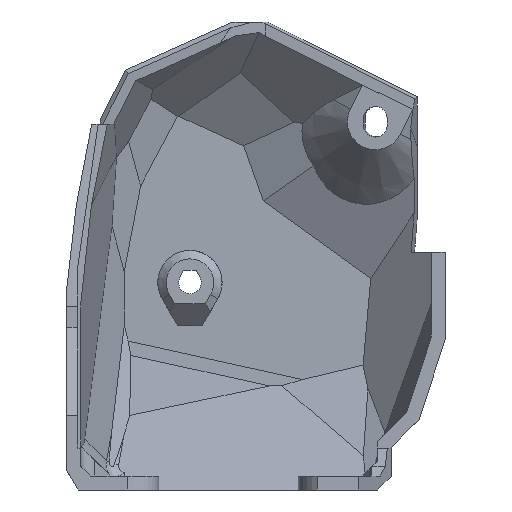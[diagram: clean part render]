
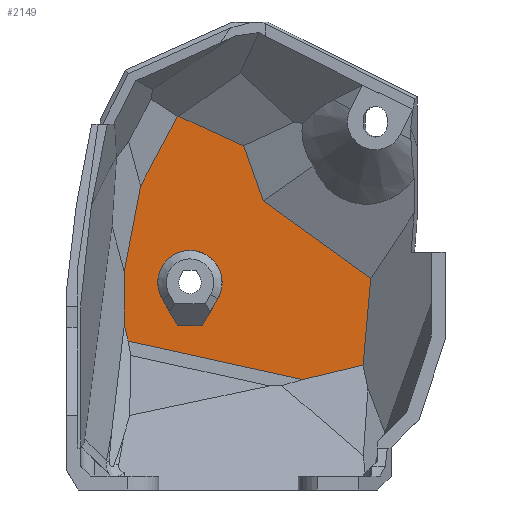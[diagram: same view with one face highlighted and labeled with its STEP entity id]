
A CAD part, left-side view. The second image highlights one B-rep face of the part: STEP entity #2149.
In plain terms, the highlighted planar face has unit normal (-1, 0, 0).
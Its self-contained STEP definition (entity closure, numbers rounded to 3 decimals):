
#61 = VECTOR ( 'NONE', #3738, 1000. ) ;
#62 = VERTEX_POINT ( 'NONE', #561 ) ;
#87 = PLANE ( 'NONE',  #1584 ) ;
#139 = DIRECTION ( 'NONE',  ( 0., 0.259, -0.966 ) ) ;
#244 = VERTEX_POINT ( 'NONE', #5154 ) ;
#267 = VERTEX_POINT ( 'NONE', #2651 ) ;
#290 = ORIENTED_EDGE ( 'NONE', *, *, #396, .T. ) ;
#379 = CARTESIAN_POINT ( 'NONE',  ( 25., -14.414, 26.956 ) ) ;
#395 = VERTEX_POINT ( 'NONE', #821 ) ;
#396 = EDGE_CURVE ( 'NONE', #395, #1964, #1648, .T. ) ;
#454 = DIRECTION ( 'NONE',  ( 0., -0.976, -0.216 ) ) ;
#487 = AXIS2_PLACEMENT_3D ( 'NONE', #2404, #4858, #2778 ) ;
#489 = VECTOR ( 'NONE', #4440, 1000. ) ;
#510 = CARTESIAN_POINT ( 'NONE',  ( 25., -34.265, 15.871 ) ) ;
#525 = LINE ( 'NONE', #4092, #4215 ) ;
#532 = CARTESIAN_POINT ( 'NONE',  ( 25., -15.632, 35.2 ) ) ;
#536 = LINE ( 'NONE', #3769, #3101 ) ;
#546 = ORIENTED_EDGE ( 'NONE', *, *, #579, .T. ) ;
#561 = CARTESIAN_POINT ( 'NONE',  ( 25., -2.443, 41.449 ) ) ;
#571 = VECTOR ( 'NONE', #2956, 1000. ) ;
#579 = EDGE_CURVE ( 'NONE', #244, #395, #1483, .T. ) ;
#585 = ORIENTED_EDGE ( 'NONE', *, *, #1835, .T. ) ;
#587 = DIRECTION ( 'NONE',  ( 0., 0.469, -0.883 ) ) ;
#626 = CARTESIAN_POINT ( 'NONE',  ( 25., -7.768, 21.445 ) ) ;
#630 = DIRECTION ( 'NONE',  ( 0., -0.232, -0.973 ) ) ;
#650 = VECTOR ( 'NONE', #587, 1000. ) ;
#757 = CARTESIAN_POINT ( 'NONE',  ( 25., -11.232, 21.445 ) ) ;
#821 = CARTESIAN_POINT ( 'NONE',  ( 25., -0.658, 19.282 ) ) ;
#932 = LINE ( 'NONE', #2596, #61 ) ;
#975 = CARTESIAN_POINT ( 'NONE',  ( 25., -5.636, 26.609 ) ) ;
#1120 = VERTEX_POINT ( 'NONE', #757 ) ;
#1134 = EDGE_CURVE ( 'NONE', #4874, #3500, #1206, .T. ) ;
#1206 = LINE ( 'NONE', #3146, #3015 ) ;
#1280 = FACE_OUTER_BOUND ( 'NONE', #3925, .T. ) ;
#1356 = DIRECTION ( 'NONE',  ( 0., 0.259, 0.966 ) ) ;
#1441 = ORIENTED_EDGE ( 'NONE', *, *, #3973, .T. ) ;
#1483 = LINE ( 'NONE', #2595, #3261 ) ;
#1584 = AXIS2_PLACEMENT_3D ( 'NONE', #532, #2100, #3794 ) ;
#1648 = LINE ( 'NONE', #3260, #4454 ) ;
#1667 = CARTESIAN_POINT ( 'NONE',  ( 25., -6.373, 23.861 ) ) ;
#1674 = CIRCLE ( 'NONE', #487, 4. ) ;
#1741 = DIRECTION ( 'NONE',  ( 0., -0.087, 0.996 ) ) ;
#1774 = DIRECTION ( 'NONE',  ( 0., 0.187, -0.982 ) ) ;
#1835 = EDGE_CURVE ( 'NONE', #2616, #267, #536, .T. ) ;
#1845 = VECTOR ( 'NONE', #1741, 1000. ) ;
#1861 = EDGE_CURVE ( 'NONE', #3500, #2699, #4628, .T. ) ;
#1964 = VERTEX_POINT ( 'NONE', #3477 ) ;
#2010 = CARTESIAN_POINT ( 'NONE',  ( 25., -23.351, 36.894 ) ) ;
#2091 = CARTESIAN_POINT ( 'NONE',  ( 25., -13.364, 26.609 ) ) ;
#2100 = DIRECTION ( 'NONE',  ( 1., 0., 0. ) ) ;
#2147 = CARTESIAN_POINT ( 'NONE',  ( 25., -3.072, 42.632 ) ) ;
#2149 = ADVANCED_FACE ( 'NONE', ( #4945, #1280 ), #87, .F. ) ;
#2167 = ORIENTED_EDGE ( 'NONE', *, *, #4867, .T. ) ;
#2189 = VECTOR ( 'NONE', #3863, 1000. ) ;
#2210 = EDGE_CURVE ( 'NONE', #2819, #244, #932, .T. ) ;
#2239 = EDGE_CURVE ( 'NONE', #2699, #62, #3762, .T. ) ;
#2240 = LINE ( 'NONE', #4695, #2189 ) ;
#2256 = VERTEX_POINT ( 'NONE', #4253 ) ;
#2404 = CARTESIAN_POINT ( 'NONE',  ( 25., -9.5, 27.645 ) ) ;
#2414 = LINE ( 'NONE', #379, #489 ) ;
#2456 = EDGE_CURVE ( 'NONE', #5042, #2616, #1674, .T. ) ;
#2469 = CARTESIAN_POINT ( 'NONE',  ( 25., -19.972, 39.325 ) ) ;
#2501 = LINE ( 'NONE', #3303, #3965 ) ;
#2519 = VECTOR ( 'NONE', #4388, 1000. ) ;
#2547 = ORIENTED_EDGE ( 'NONE', *, *, #1861, .T. ) ;
#2555 = EDGE_CURVE ( 'NONE', #5208, #5042, #525, .T. ) ;
#2595 = CARTESIAN_POINT ( 'NONE',  ( 25., 1.609, 28.786 ) ) ;
#2596 = CARTESIAN_POINT ( 'NONE',  ( 25., -0.113, 45. ) ) ;
#2605 = CARTESIAN_POINT ( 'NONE',  ( 25., -20.843, 53.195 ) ) ;
#2616 = VERTEX_POINT ( 'NONE', #2091 ) ;
#2620 = CARTESIAN_POINT ( 'NONE',  ( 25., -7.72, 51.384 ) ) ;
#2648 = CARTESIAN_POINT ( 'NONE',  ( 25., -7.923, 51.412 ) ) ;
#2651 = CARTESIAN_POINT ( 'NONE',  ( 25., -12.628, 23.861 ) ) ;
#2674 = ORIENTED_EDGE ( 'NONE', *, *, #4172, .T. ) ;
#2699 = VERTEX_POINT ( 'NONE', #2620 ) ;
#2755 = CARTESIAN_POINT ( 'NONE',  ( 25., -4.647, 26.85 ) ) ;
#2778 = DIRECTION ( 'NONE',  ( 0., 0.966, 0.259 ) ) ;
#2819 = VERTEX_POINT ( 'NONE', #4827 ) ;
#2869 = VECTOR ( 'NONE', #3229, 1000. ) ;
#2905 = CARTESIAN_POINT ( 'NONE',  ( 25., -34.994, 24.201 ) ) ;
#2956 = DIRECTION ( 'NONE',  ( 0., 1., 0. ) ) ;
#2991 = EDGE_CURVE ( 'NONE', #62, #2819, #2501, .T. ) ;
#3015 = VECTOR ( 'NONE', #4367, 1000. ) ;
#3023 = VECTOR ( 'NONE', #4661, 1000. ) ;
#3101 = VECTOR ( 'NONE', #139, 1000. ) ;
#3136 = EDGE_CURVE ( 'NONE', #5085, #5208, #3138, .T. ) ;
#3138 = LINE ( 'NONE', #2755, #2519 ) ;
#3146 = CARTESIAN_POINT ( 'NONE',  ( 25., -27.304, 42.581 ) ) ;
#3170 = EDGE_LOOP ( 'NONE', ( #4561, #5191, #585, #2167, #4600, #3347 ) ) ;
#3173 = DIRECTION ( 'NONE',  ( 0., 0.812, 0.584 ) ) ;
#3229 = DIRECTION ( 'NONE',  ( 0., -0.972, 0.233 ) ) ;
#3260 = CARTESIAN_POINT ( 'NONE',  ( 25., -17.117, 15.643 ) ) ;
#3261 = VECTOR ( 'NONE', #630, 1000. ) ;
#3299 = CARTESIAN_POINT ( 'NONE',  ( 25., -12.22, 21.445 ) ) ;
#3303 = CARTESIAN_POINT ( 'NONE',  ( 25., -2.576, 42.143 ) ) ;
#3346 = LINE ( 'NONE', #3299, #571 ) ;
#3347 = ORIENTED_EDGE ( 'NONE', *, *, #3136, .T. ) ;
#3364 = VERTEX_POINT ( 'NONE', #510 ) ;
#3477 = CARTESIAN_POINT ( 'NONE',  ( 25., -25.545, 13.78 ) ) ;
#3500 = VERTEX_POINT ( 'NONE', #2648 ) ;
#3561 = CARTESIAN_POINT ( 'NONE',  ( 25., -17.171, 47.198 ) ) ;
#3570 = LINE ( 'NONE', #2010, #3974 ) ;
#3597 = ORIENTED_EDGE ( 'NONE', *, *, #2239, .T. ) ;
#3738 = DIRECTION ( 'NONE',  ( 0., 0., -1. ) ) ;
#3762 = LINE ( 'NONE', #2147, #650 ) ;
#3769 = CARTESIAN_POINT ( 'NONE',  ( 25., -13.364, 26.609 ) ) ;
#3794 = DIRECTION ( 'NONE',  ( 0., 1., 0. ) ) ;
#3863 = DIRECTION ( 'NONE',  ( 0., 0.335, 0.942 ) ) ;
#3925 = EDGE_LOOP ( 'NONE', ( #5021, #2674, #4537, #1441, #4958, #2547, #3597, #4013, #4704, #546, #290 ) ) ;
#3965 = VECTOR ( 'NONE', #1774, 1000. ) ;
#3973 = EDGE_CURVE ( 'NONE', #4952, #4874, #2240, .T. ) ;
#3974 = VECTOR ( 'NONE', #3173, 1000. ) ;
#4013 = ORIENTED_EDGE ( 'NONE', *, *, #2991, .T. ) ;
#4028 = LINE ( 'NONE', #5247, #2869 ) ;
#4034 = EDGE_CURVE ( 'NONE', #2256, #4952, #3570, .T. ) ;
#4092 = CARTESIAN_POINT ( 'NONE',  ( 25., -7.527, 19.554 ) ) ;
#4138 = EDGE_CURVE ( 'NONE', #1964, #3364, #4028, .T. ) ;
#4172 = EDGE_CURVE ( 'NONE', #3364, #2256, #4210, .T. ) ;
#4210 = LINE ( 'NONE', #2905, #1845 ) ;
#4215 = VECTOR ( 'NONE', #1356, 1000. ) ;
#4253 = CARTESIAN_POINT ( 'NONE',  ( 25., -35.349, 28.261 ) ) ;
#4367 = DIRECTION ( 'NONE',  ( 0., 0.91, 0.415 ) ) ;
#4388 = DIRECTION ( 'NONE',  ( 0., 0.5, 0.866 ) ) ;
#4440 = DIRECTION ( 'NONE',  ( 0., 0.5, -0.866 ) ) ;
#4454 = VECTOR ( 'NONE', #454, 1000. ) ;
#4537 = ORIENTED_EDGE ( 'NONE', *, *, #4034, .T. ) ;
#4553 = EDGE_CURVE ( 'NONE', #1120, #5085, #3346, .T. ) ;
#4561 = ORIENTED_EDGE ( 'NONE', *, *, #2555, .T. ) ;
#4600 = ORIENTED_EDGE ( 'NONE', *, *, #4553, .T. ) ;
#4628 = LINE ( 'NONE', #2605, #3023 ) ;
#4661 = DIRECTION ( 'NONE',  ( 0., 0.991, -0.137 ) ) ;
#4695 = CARTESIAN_POINT ( 'NONE',  ( 25., -15.278, 52.521 ) ) ;
#4704 = ORIENTED_EDGE ( 'NONE', *, *, #2210, .T. ) ;
#4827 = CARTESIAN_POINT ( 'NONE',  ( 25., -0.113, 29.224 ) ) ;
#4858 = DIRECTION ( 'NONE',  ( 1., 0., 0. ) ) ;
#4867 = EDGE_CURVE ( 'NONE', #267, #1120, #2414, .T. ) ;
#4874 = VERTEX_POINT ( 'NONE', #3561 ) ;
#4945 = FACE_BOUND ( 'NONE', #3170, .T. ) ;
#4952 = VERTEX_POINT ( 'NONE', #2469 ) ;
#4958 = ORIENTED_EDGE ( 'NONE', *, *, #1134, .T. ) ;
#5021 = ORIENTED_EDGE ( 'NONE', *, *, #4138, .T. ) ;
#5042 = VERTEX_POINT ( 'NONE', #975 ) ;
#5085 = VERTEX_POINT ( 'NONE', #626 ) ;
#5154 = CARTESIAN_POINT ( 'NONE',  ( 25., -0.113, 21.565 ) ) ;
#5191 = ORIENTED_EDGE ( 'NONE', *, *, #2456, .T. ) ;
#5208 = VERTEX_POINT ( 'NONE', #1667 ) ;
#5247 = CARTESIAN_POINT ( 'NONE',  ( 25., -15.749, 11.431 ) ) ;
